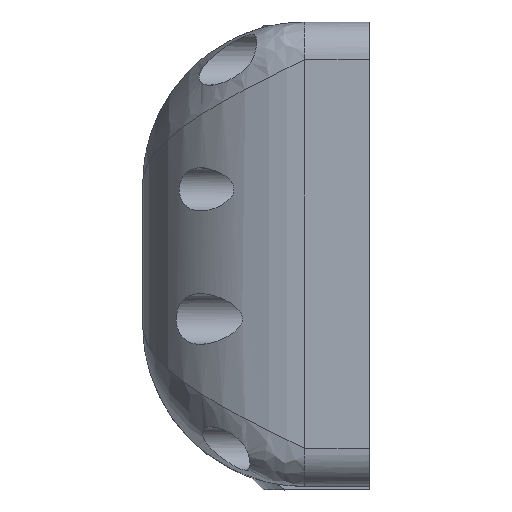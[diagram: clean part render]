
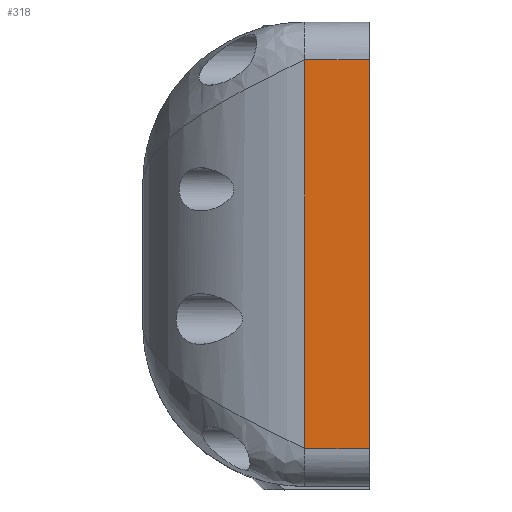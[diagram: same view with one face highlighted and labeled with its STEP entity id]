
A CAD part, top view. The second image highlights one B-rep face of the part: STEP entity #318.
In plain terms, the highlighted planar face has unit normal (0, 0, 1).
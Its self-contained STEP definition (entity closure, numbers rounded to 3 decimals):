
#318=ADVANCED_FACE('',(#570),#2541,.T.);
#570=FACE_OUTER_BOUND('',#834,.F.);
#834=EDGE_LOOP('',(#1194,#1195,#1196,#1197));
#1194=ORIENTED_EDGE('',*,*,#4698,.F.);
#1195=ORIENTED_EDGE('',*,*,#4652,.T.);
#1196=ORIENTED_EDGE('',*,*,#4665,.T.);
#1197=ORIENTED_EDGE('',*,*,#4649,.F.);
#2541=PLANE('',#5977);
#3718=LINE('',#9169,#4097);
#3720=LINE('',#9172,#4099);
#3729=LINE('',#9221,#4108);
#3754=LINE('',#9280,#4133);
#4097=VECTOR('',#6488,6.);
#4099=VECTOR('',#6492,6.);
#4108=VECTOR('',#6501,36.);
#4133=VECTOR('',#6538,36.);
#4649=EDGE_CURVE('',#5430,#5428,#3718,.T.);
#4652=EDGE_CURVE('',#5427,#5424,#3720,.T.);
#4665=EDGE_CURVE('',#5424,#5428,#3729,.T.);
#4698=EDGE_CURVE('',#5427,#5430,#3754,.T.);
#5424=VERTEX_POINT('',#7772);
#5427=VERTEX_POINT('',#7775);
#5428=VERTEX_POINT('',#7776);
#5430=VERTEX_POINT('',#7778);
#5977=AXIS2_PLACEMENT_3D('',#9889,#7093,#7094);
#6488=DIRECTION('',(-1.,0.,0.));
#6492=DIRECTION('',(-1.,0.,0.));
#6501=DIRECTION('',(0.,1.,0.));
#6538=DIRECTION('',(0.,1.,0.));
#7093=DIRECTION('',(0.,0.,1.));
#7094=DIRECTION('',(0.,1.,0.));
#7772=CARTESIAN_POINT('',(-6.,-18.,75.8));
#7775=CARTESIAN_POINT('',(0.,-18.,75.8));
#7776=CARTESIAN_POINT('',(-6.,18.,75.8));
#7778=CARTESIAN_POINT('',(0.,18.,75.8));
#9169=CARTESIAN_POINT('',(0.,18.,75.8));
#9172=CARTESIAN_POINT('',(0.,-18.,75.8));
#9221=CARTESIAN_POINT('',(-6.,-18.,75.8));
#9280=CARTESIAN_POINT('',(0.,-18.,75.8));
#9889=CARTESIAN_POINT('',(0.43,-21.93,75.8));
